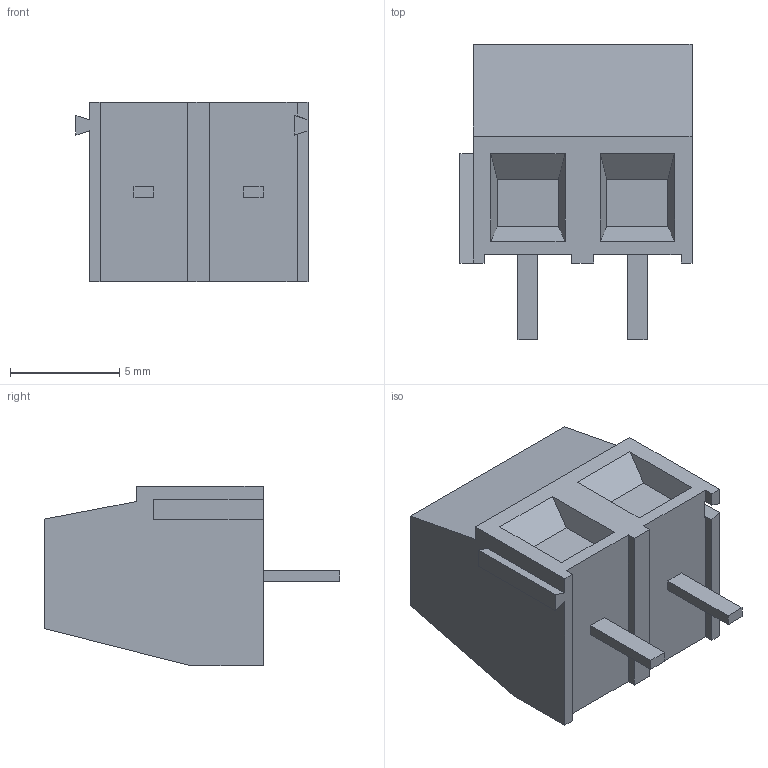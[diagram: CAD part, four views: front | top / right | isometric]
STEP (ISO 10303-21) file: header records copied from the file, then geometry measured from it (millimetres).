
FILE_DESCRIPTION(('STEP AP214'),'1');
FILE_NAME('282836-2.stp','2019-11-08T08:28:38',('TraceParts'),('TraceParts S.A.'),'Spatial InterOp 3D',' ',' ');
FILE_SCHEMA(('AUTOMOTIVE_DESIGN { 1 0 10303 214 1 1 1 1 }'));
Length unit declared in the file: millimetre
Products named in the file (1): 282836-2
Bounding box: 10.6 x 13.5 x 8.2 mm (x, y, z)
Volume: 645.1 mm3; surface area: 589.1 mm2
Topology: 1 solids, 1 shells, 75 faces, 197 edges, 130 vertices
Faces by surface type: plane 67, cylinder 8
Entity records: 2294 total; most frequent: CARTESIAN_POINT 403, ORIENTED_EDGE 394, DIRECTION 369, EDGE_CURVE 197, LINE 177, VECTOR 177, VERTEX_POINT 130, AXIS2_PLACEMENT_3D 96
